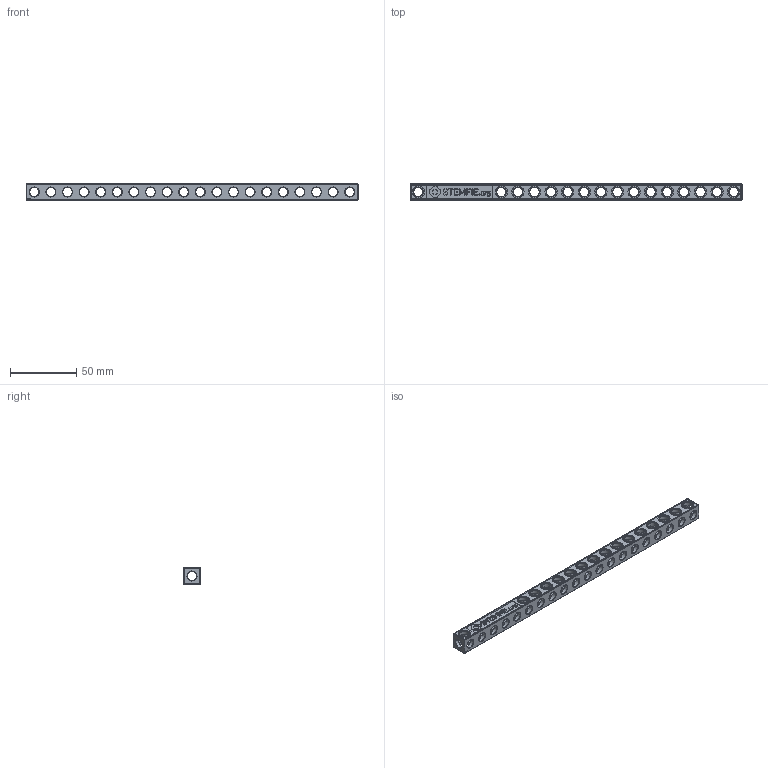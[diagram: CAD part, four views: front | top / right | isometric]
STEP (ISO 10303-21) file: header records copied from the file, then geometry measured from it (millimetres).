
FILE_DESCRIPTION(('FreeCAD Model'),'2;1');
FILE_NAME('Open CASCADE Shape Model','2023-11-10T18:47:24',(''),(''), 'Open CASCADE STEP processor 7.6','FreeCAD','Unknown');
FILE_SCHEMA(('AUTOMOTIVE_DESIGN { 1 0 10303 214 1 1 1 1 }'));
Products named in the file (1): Sign URL BEM STR ESS BU20x01x01 - SPN-SGN-0026 (stemfie.org)
Bounding box: 250 x 12.5 x 12.5 mm (x, y, z)
Volume: 19460.5 mm3; surface area: 17921.5 mm2
Topology: 1 solids, 1 shells, 902 faces, 2741 edges, 1828 vertices
Faces by surface type: plane 563, extrusion 144, cylinder 117, cone 78
Full cylindrical faces by diameter (mm): 7 x101, 9.2 x16
Entity records: 72947 total; most frequent: CARTESIAN_POINT 20360, DIRECTION 9000, VECTOR 6165, LINE 6021, ORIENTED_EDGE 5482, PCURVE 5482, DEFINITIONAL_REPRESENTATION 5482, EDGE_CURVE 2741
